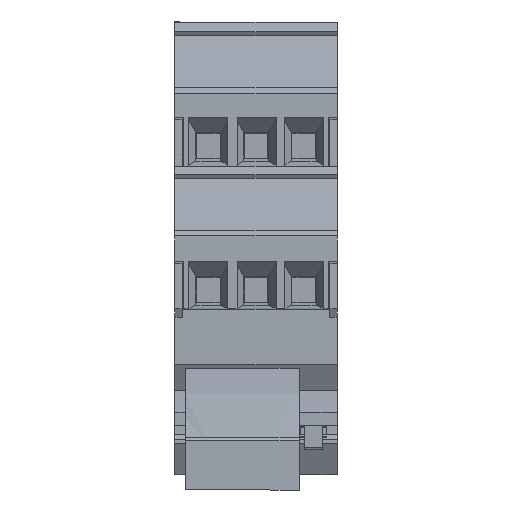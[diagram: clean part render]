
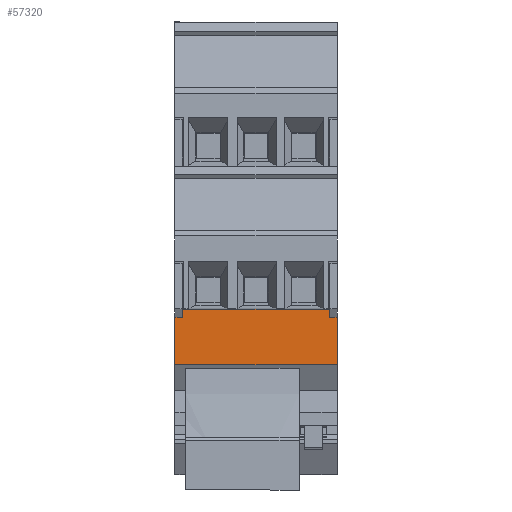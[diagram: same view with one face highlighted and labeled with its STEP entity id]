
A CAD part, front view. The second image highlights one B-rep face of the part: STEP entity #57320.
In plain terms, the highlighted face is planar.
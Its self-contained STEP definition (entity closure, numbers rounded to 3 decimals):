
#4040=CARTESIAN_POINT('',(73.153,34.545,
-0.938));
#4050=VERTEX_POINT('',#4040);
#4080=CARTESIAN_POINT('',(73.153,44.042,
-0.938));
#4090=DIRECTION('',(0.,-1.,0.));
#4100=VECTOR('',#4090,1.);
#4110=LINE('',#4080,#4100);
#4120=CARTESIAN_POINT('',(73.153,39.719,
-0.938));
#4130=VERTEX_POINT('',#4120);
#4140=EDGE_CURVE('',#4130,#4050,#4110,.T.);
#10720=CARTESIAN_POINT('',(73.153,39.719,
-18.638));
#10730=VERTEX_POINT('',#10720);
#10760=CARTESIAN_POINT('',(73.153,44.042,
-18.638));
#10770=DIRECTION('',(0.,-1.,0.));
#10780=VECTOR('',#10770,1.);
#10790=LINE('',#10760,#10780);
#10800=CARTESIAN_POINT('',(73.153,34.545,
-18.638));
#10810=VERTEX_POINT('',#10800);
#10820=EDGE_CURVE('',#10730,#10810,#10790,.T.);
#56520=CARTESIAN_POINT('',(73.153,40.611,
-17.769));
#56530=VERTEX_POINT('',#56520);
#56560=CARTESIAN_POINT('',(73.153,44.042,
-17.769));
#56570=DIRECTION('',(0.,-1.,0.));
#56580=VECTOR('',#56570,1.);
#56590=LINE('',#56560,#56580);
#56600=CARTESIAN_POINT('',(73.153,39.719,
-17.769));
#56610=VERTEX_POINT('',#56600);
#56620=EDGE_CURVE('',#56530,#56610,#56590,.T.);
#56880=CARTESIAN_POINT('',(73.153,39.946,
-0.838));
#56890=DIRECTION('',(1.,0.,0.));
#56900=DIRECTION('',(0.,1.,0.));
#56910=AXIS2_PLACEMENT_3D('',#56880,#56890,#56900);
#56920=PLANE('',#56910);
#56930=CARTESIAN_POINT('',(73.153,39.719,
-0.938));
#56940=DIRECTION('',(0.,0.,1.));
#56950=VECTOR('',#56940,1.);
#56960=LINE('',#56930,#56950);
#56970=EDGE_CURVE('',#10730,#56610,#56960,.T.);
#56980=ORIENTED_EDGE('',*,*,#56970,.F.);
#56990=ORIENTED_EDGE('',*,*,#56620,.T.);
#57000=CARTESIAN_POINT('',(73.153,40.611,
-0.938));
#57010=DIRECTION('',(0.,0.,1.));
#57020=VECTOR('',#57010,1.);
#57030=LINE('',#57000,#57020);
#57040=CARTESIAN_POINT('',(73.153,40.611,
-1.808));
#57050=VERTEX_POINT('',#57040);
#57060=EDGE_CURVE('',#56530,#57050,#57030,.T.);
#57070=ORIENTED_EDGE('',*,*,#57060,.F.);
#57080=CARTESIAN_POINT('',(73.153,44.042,
-1.808));
#57090=DIRECTION('',(0.,-1.,0.));
#57100=VECTOR('',#57090,1.);
#57110=LINE('',#57080,#57100);
#57120=CARTESIAN_POINT('',(73.153,39.719,
-1.808));
#57130=VERTEX_POINT('',#57120);
#57140=EDGE_CURVE('',#57050,#57130,#57110,.T.);
#57150=ORIENTED_EDGE('',*,*,#57140,.F.);
#57160=CARTESIAN_POINT('',(73.153,39.719,
-18.638));
#57170=DIRECTION('',(0.,0.,-1.));
#57180=VECTOR('',#57170,1.);
#57190=LINE('',#57160,#57180);
#57200=EDGE_CURVE('',#4130,#57130,#57190,.T.);
#57210=ORIENTED_EDGE('',*,*,#57200,.T.);
#57220=ORIENTED_EDGE('',*,*,#4140,.F.);
#57230=CARTESIAN_POINT('',(73.153,34.545,
-0.938));
#57240=DIRECTION('',(0.,0.,1.));
#57250=VECTOR('',#57240,1.);
#57260=LINE('',#57230,#57250);
#57270=EDGE_CURVE('',#10810,#4050,#57260,.T.);
#57280=ORIENTED_EDGE('',*,*,#57270,.T.);
#57290=ORIENTED_EDGE('',*,*,#10820,.T.);
#57300=EDGE_LOOP('',(#57290,#57280,#57220,#57210,#57150,#57070,#56990,
#56980));
#57310=FACE_OUTER_BOUND('',#57300,.T.);
#57320=ADVANCED_FACE('',(#57310),#56920,.F.);
